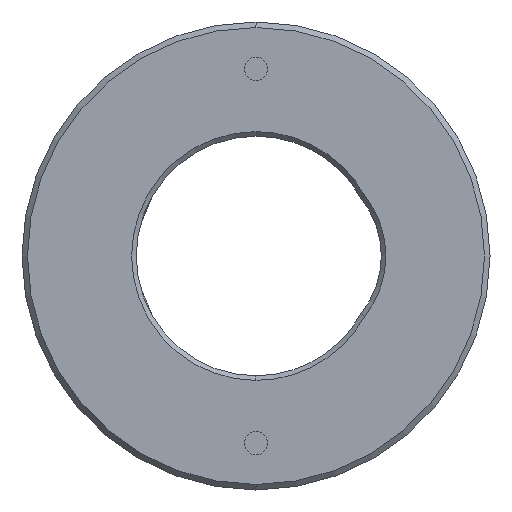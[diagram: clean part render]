
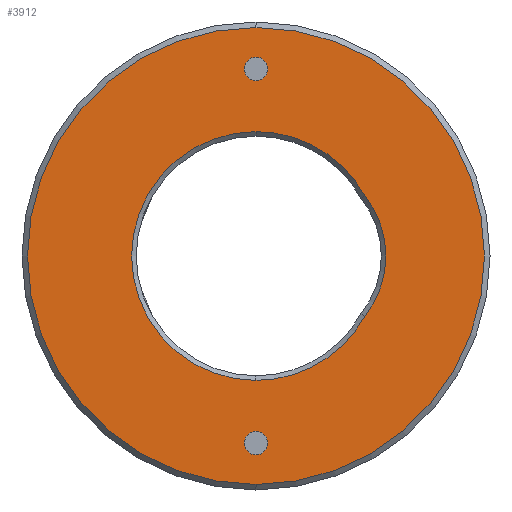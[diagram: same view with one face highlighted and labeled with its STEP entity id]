
A CAD part, left-side view. The second image highlights one B-rep face of the part: STEP entity #3912.
In plain terms, the highlighted planar face has unit normal (-1, 0, 0).
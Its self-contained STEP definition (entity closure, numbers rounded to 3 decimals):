
#1 = EDGE_LOOP ( 'NONE', ( #702, #785, #446, #4524 ) ) ;
#12 = ORIENTED_EDGE ( 'NONE', *, *, #1755, .F. ) ;
#97 = CIRCLE ( 'NONE', #2819, 6.75 ) ;
#149 = EDGE_CURVE ( 'NONE', #2571, #995, #1765, .T. ) ;
#327 = CIRCLE ( 'NONE', #3761, 0.635 ) ;
#337 = AXIS2_PLACEMENT_3D ( 'NONE', #4269, #1966, #1993 ) ;
#351 = DIRECTION ( 'NONE',  ( 1., 0., 0. ) ) ;
#354 = EDGE_CURVE ( 'NONE', #995, #2571, #1014, .T. ) ;
#368 = DIRECTION ( 'NONE',  ( 0., 0., -1. ) ) ;
#402 = AXIS2_PLACEMENT_3D ( 'NONE', #2612, #4124, #719 ) ;
#446 = ORIENTED_EDGE ( 'NONE', *, *, #3393, .T. ) ;
#639 = EDGE_LOOP ( 'NONE', ( #1049, #2300 ) ) ;
#689 = VERTEX_POINT ( 'NONE', #3927 ) ;
#702 = ORIENTED_EDGE ( 'NONE', *, *, #3630, .T. ) ;
#710 = DIRECTION ( 'NONE',  ( 0., 0., -1. ) ) ;
#719 = DIRECTION ( 'NONE',  ( 0., 0., 1. ) ) ;
#724 = CARTESIAN_POINT ( 'NONE',  ( 0., 0., 0. ) ) ;
#729 = CIRCLE ( 'NONE', #3767, 0.635 ) ;
#742 = DIRECTION ( 'NONE',  ( 0., 0., -1. ) ) ;
#785 = ORIENTED_EDGE ( 'NONE', *, *, #4187, .T. ) ;
#788 = DIRECTION ( 'NONE',  ( -1., 0., 0. ) ) ;
#793 = DIRECTION ( 'NONE',  ( -1., 0., 0. ) ) ;
#876 = VERTEX_POINT ( 'NONE', #2967 ) ;
#995 = VERTEX_POINT ( 'NONE', #1873 ) ;
#1014 = CIRCLE ( 'NONE', #4235, 12.4 ) ;
#1049 = ORIENTED_EDGE ( 'NONE', *, *, #3490, .F. ) ;
#1168 = DIRECTION ( 'NONE',  ( 0., 0., -1. ) ) ;
#1200 = VERTEX_POINT ( 'NONE', #2743 ) ;
#1228 = CARTESIAN_POINT ( 'NONE',  ( 0., 0., 0. ) ) ;
#1272 = AXIS2_PLACEMENT_3D ( 'NONE', #1812, #4138, #710 ) ;
#1354 = CARTESIAN_POINT ( 'NONE',  ( 0., 0., 0. ) ) ;
#1410 = AXIS2_PLACEMENT_3D ( 'NONE', #1354, #2203, #2589 ) ;
#1508 = FACE_BOUND ( 'NONE', #1, .T. ) ;
#1516 = CARTESIAN_POINT ( 'NONE',  ( 0., 0., 10.15 ) ) ;
#1574 = AXIS2_PLACEMENT_3D ( 'NONE', #1516, #788, #2273 ) ;
#1724 = DIRECTION ( 'NONE',  ( -1., 0., 0. ) ) ;
#1754 = EDGE_CURVE ( 'NONE', #3744, #3407, #2580, .T. ) ;
#1755 = EDGE_CURVE ( 'NONE', #1200, #4736, #2655, .T. ) ;
#1765 = CIRCLE ( 'NONE', #3974, 12.4 ) ;
#1812 = CARTESIAN_POINT ( 'NONE',  ( 0., 0., 0. ) ) ;
#1834 = CARTESIAN_POINT ( 'NONE',  ( 0., 0., 0. ) ) ;
#1867 = CIRCLE ( 'NONE', #1410, 6.75 ) ;
#1873 = CARTESIAN_POINT ( 'NONE',  ( 0., 0., 12.4 ) ) ;
#1966 = DIRECTION ( 'NONE',  ( 1., 0., 0. ) ) ;
#1983 = EDGE_CURVE ( 'NONE', #4132, #689, #327, .T. ) ;
#1993 = DIRECTION ( 'NONE',  ( 0., 0., -1. ) ) ;
#2026 = CARTESIAN_POINT ( 'NONE',  ( 0., -5.9, 3.279 ) ) ;
#2113 = VERTEX_POINT ( 'NONE', #3473 ) ;
#2203 = DIRECTION ( 'NONE',  ( 1., 0., 0. ) ) ;
#2273 = DIRECTION ( 'NONE',  ( 0., 0., -1. ) ) ;
#2300 = ORIENTED_EDGE ( 'NONE', *, *, #1983, .F. ) ;
#2379 = DIRECTION ( 'NONE',  ( 1., 0., 0. ) ) ;
#2433 = CIRCLE ( 'NONE', #1574, 0.635 ) ;
#2555 = PLANE ( 'NONE',  #1272 ) ;
#2571 = VERTEX_POINT ( 'NONE', #3657 ) ;
#2580 = CIRCLE ( 'NONE', #3844, 5.25 ) ;
#2588 = CIRCLE ( 'NONE', #337, 6.75 ) ;
#2589 = DIRECTION ( 'NONE',  ( 0., 0., -1. ) ) ;
#2612 = CARTESIAN_POINT ( 'NONE',  ( 0., 0., -10.15 ) ) ;
#2655 = CIRCLE ( 'NONE', #402, 0.635 ) ;
#2743 = CARTESIAN_POINT ( 'NONE',  ( 0., 0., -10.785 ) ) ;
#2819 = AXIS2_PLACEMENT_3D ( 'NONE', #1228, #2379, #3423 ) ;
#2934 = CARTESIAN_POINT ( 'NONE',  ( 0., -5.9, -3.279 ) ) ;
#2953 = FACE_BOUND ( 'NONE', #639, .T. ) ;
#2967 = CARTESIAN_POINT ( 'NONE',  ( 0., 0., -6.75 ) ) ;
#2980 = CARTESIAN_POINT ( 'NONE',  ( 0., 0., 10.15 ) ) ;
#3042 = ORIENTED_EDGE ( 'NONE', *, *, #354, .T. ) ;
#3165 = EDGE_LOOP ( 'NONE', ( #4098, #3042 ) ) ;
#3390 = DIRECTION ( 'NONE',  ( -1., 0., 0. ) ) ;
#3393 = EDGE_CURVE ( 'NONE', #2113, #3744, #1867, .T. ) ;
#3407 = VERTEX_POINT ( 'NONE', #2934 ) ;
#3423 = DIRECTION ( 'NONE',  ( 0., 0., -1. ) ) ;
#3473 = CARTESIAN_POINT ( 'NONE',  ( 0., 0., 6.75 ) ) ;
#3490 = EDGE_CURVE ( 'NONE', #689, #4132, #2433, .T. ) ;
#3630 = EDGE_CURVE ( 'NONE', #3407, #876, #97, .T. ) ;
#3657 = CARTESIAN_POINT ( 'NONE',  ( 0., 0., -12.4 ) ) ;
#3744 = VERTEX_POINT ( 'NONE', #2026 ) ;
#3761 = AXIS2_PLACEMENT_3D ( 'NONE', #2980, #4091, #368 ) ;
#3767 = AXIS2_PLACEMENT_3D ( 'NONE', #4396, #1724, #4448 ) ;
#3794 = ORIENTED_EDGE ( 'NONE', *, *, #4488, .F. ) ;
#3795 = DIRECTION ( 'NONE',  ( 0., 0., -1. ) ) ;
#3838 = CARTESIAN_POINT ( 'NONE',  ( 0., 0., 9.515 ) ) ;
#3844 = AXIS2_PLACEMENT_3D ( 'NONE', #4073, #351, #742 ) ;
#3912 = ADVANCED_FACE ( 'NONE', ( #2953, #4532, #1508, #4038 ), #2555, .F. ) ;
#3927 = CARTESIAN_POINT ( 'NONE',  ( 0., 0., 10.785 ) ) ;
#3974 = AXIS2_PLACEMENT_3D ( 'NONE', #1834, #3390, #1168 ) ;
#4038 = FACE_OUTER_BOUND ( 'NONE', #3165, .T. ) ;
#4073 = CARTESIAN_POINT ( 'NONE',  ( 0., -1.8, 0. ) ) ;
#4091 = DIRECTION ( 'NONE',  ( -1., 0., 0. ) ) ;
#4098 = ORIENTED_EDGE ( 'NONE', *, *, #149, .T. ) ;
#4124 = DIRECTION ( 'NONE',  ( -1., 0., 0. ) ) ;
#4132 = VERTEX_POINT ( 'NONE', #3838 ) ;
#4138 = DIRECTION ( 'NONE',  ( 1., 0., 0. ) ) ;
#4187 = EDGE_CURVE ( 'NONE', #876, #2113, #2588, .T. ) ;
#4235 = AXIS2_PLACEMENT_3D ( 'NONE', #724, #793, #3795 ) ;
#4269 = CARTESIAN_POINT ( 'NONE',  ( 0., 0., 0. ) ) ;
#4365 = CARTESIAN_POINT ( 'NONE',  ( 0., 0., -9.515 ) ) ;
#4396 = CARTESIAN_POINT ( 'NONE',  ( 0., 0., -10.15 ) ) ;
#4410 = EDGE_LOOP ( 'NONE', ( #3794, #12 ) ) ;
#4448 = DIRECTION ( 'NONE',  ( 0., 0., 1. ) ) ;
#4488 = EDGE_CURVE ( 'NONE', #4736, #1200, #729, .T. ) ;
#4524 = ORIENTED_EDGE ( 'NONE', *, *, #1754, .T. ) ;
#4532 = FACE_BOUND ( 'NONE', #4410, .T. ) ;
#4736 = VERTEX_POINT ( 'NONE', #4365 ) ;
